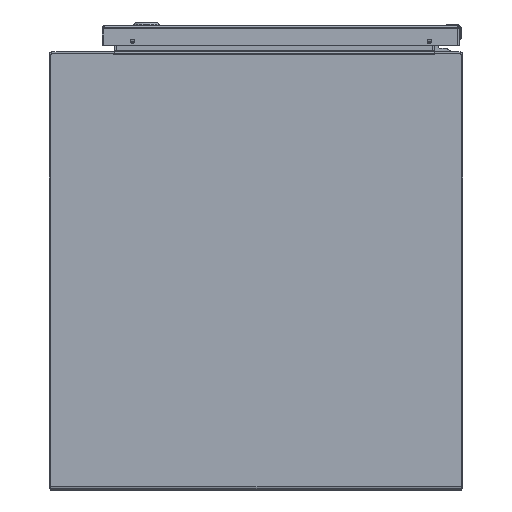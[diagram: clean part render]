
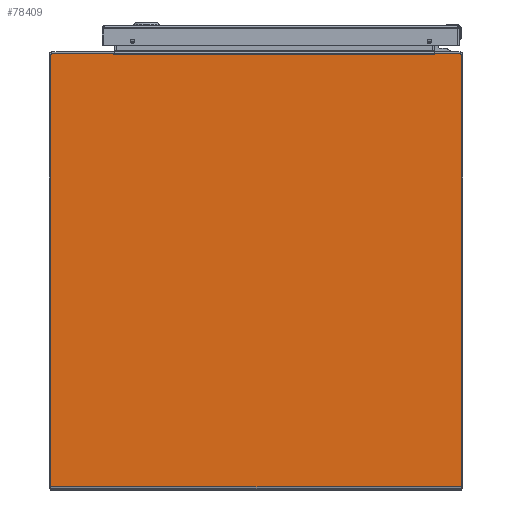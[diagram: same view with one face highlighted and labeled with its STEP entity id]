
A CAD part, left-side view. The second image highlights one B-rep face of the part: STEP entity #78409.
In plain terms, the highlighted planar face has unit normal (-1, 0, 0).
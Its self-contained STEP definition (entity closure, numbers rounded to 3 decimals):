
#232 = CARTESIAN_POINT ( 'NONE',  ( -24., -8.425, 8.963 ) ) ;
#2956 = ORIENTED_EDGE ( 'NONE', *, *, #94461, .T. ) ;
#4123 = VECTOR ( 'NONE', #100561, 39.37 ) ;
#4492 = LINE ( 'NONE', #111781, #19303 ) ;
#4954 = CARTESIAN_POINT ( 'NONE',  ( -24., 5.848, 8.963 ) ) ;
#5342 = ORIENTED_EDGE ( 'NONE', *, *, #122701, .T. ) ;
#6721 = DIRECTION ( 'NONE',  ( -1., 0., 0. ) ) ;
#6828 = FACE_OUTER_BOUND ( 'NONE', #74007, .T. ) ;
#10951 = VECTOR ( 'NONE', #72273, 39.37 ) ;
#12800 = DIRECTION ( 'NONE',  ( -1., 0., 0. ) ) ;
#13473 = VERTEX_POINT ( 'NONE', #107499 ) ;
#13536 = EDGE_CURVE ( 'NONE', #104194, #34884, #27078, .T. ) ;
#15673 = EDGE_CURVE ( 'NONE', #34884, #75504, #42791, .T. ) ;
#18004 = EDGE_CURVE ( 'NONE', #47590, #32106, #4492, .T. ) ;
#18261 = CARTESIAN_POINT ( 'NONE',  ( -24., -8.425, 8.963 ) ) ;
#19303 = VECTOR ( 'NONE', #103463, 39.37 ) ;
#20411 = LINE ( 'NONE', #95860, #65954 ) ;
#25144 = CARTESIAN_POINT ( 'NONE',  ( -24., 5.841, 8.921 ) ) ;
#27078 = LINE ( 'NONE', #232, #99620 ) ;
#27700 = DIRECTION ( 'NONE',  ( 0., 1., 0. ) ) ;
#28415 = ORIENTED_EDGE ( 'NONE', *, *, #121091, .T. ) ;
#28998 = ORIENTED_EDGE ( 'NONE', *, *, #54268, .T. ) ;
#30337 = CARTESIAN_POINT ( 'NONE',  ( -24., -8.425, -8.826 ) ) ;
#30917 = AXIS2_PLACEMENT_3D ( 'NONE', #115868, #6721, #115241 ) ;
#31042 = CARTESIAN_POINT ( 'NONE',  ( -24., -7.325, 8.92 ) ) ;
#32106 = VERTEX_POINT ( 'NONE', #85676 ) ;
#32141 = VERTEX_POINT ( 'NONE', #35868 ) ;
#32194 = LINE ( 'NONE', #25144, #4123 ) ;
#33012 = CARTESIAN_POINT ( 'NONE',  ( -24., -7.333, 8.92 ) ) ;
#33967 = CARTESIAN_POINT ( 'NONE',  ( -24., 8.425, 8.963 ) ) ;
#34233 = EDGE_CURVE ( 'NONE', #111363, #119829, #68220, .T. ) ;
#34884 = VERTEX_POINT ( 'NONE', #97954 ) ;
#35129 = ORIENTED_EDGE ( 'NONE', *, *, #15673, .T. ) ;
#35868 = CARTESIAN_POINT ( 'NONE',  ( -24., 8.425, -8.826 ) ) ;
#38655 = DIRECTION ( 'NONE',  ( 0., 0.174, -0.985 ) ) ;
#39911 = CARTESIAN_POINT ( 'NONE',  ( -24., -7.348, 8.963 ) ) ;
#41627 = ORIENTED_EDGE ( 'NONE', *, *, #120376, .T. ) ;
#42503 = ORIENTED_EDGE ( 'NONE', *, *, #13536, .T. ) ;
#42594 = LINE ( 'NONE', #33012, #91075 ) ;
#42791 = CIRCLE ( 'NONE', #120297, 0.045 ) ;
#44455 = VERTEX_POINT ( 'NONE', #110655 ) ;
#44492 = DIRECTION ( 'NONE',  ( 0., 1., 0. ) ) ;
#46511 = ORIENTED_EDGE ( 'NONE', *, *, #18004, .T. ) ;
#47590 = VERTEX_POINT ( 'NONE', #55192 ) ;
#51172 = CARTESIAN_POINT ( 'NONE',  ( -24., -8.425, 8.921 ) ) ;
#52710 = CARTESIAN_POINT ( 'NONE',  ( -24., 8.425, 8.918 ) ) ;
#54268 = EDGE_CURVE ( 'NONE', #114686, #93654, #20411, .T. ) ;
#55192 = CARTESIAN_POINT ( 'NONE',  ( -24., -8.38, 8.963 ) ) ;
#57947 = EDGE_CURVE ( 'NONE', #93654, #13473, #69071, .T. ) ;
#59916 = CARTESIAN_POINT ( 'NONE',  ( -24., -8.425, 8.963 ) ) ;
#63559 = CIRCLE ( 'NONE', #30917, 0.045 ) ;
#65954 = VECTOR ( 'NONE', #66451, 39.37 ) ;
#66451 = DIRECTION ( 'NONE',  ( 0., 1., 0. ) ) ;
#68220 = LINE ( 'NONE', #59916, #74253 ) ;
#69071 = LINE ( 'NONE', #51172, #111256 ) ;
#69286 = DIRECTION ( 'NONE',  ( 0., 1., 0. ) ) ;
#71134 = CARTESIAN_POINT ( 'NONE',  ( -24., 5.825, 8.92 ) ) ;
#71575 = CARTESIAN_POINT ( 'NONE',  ( -24., -8.425, 8.918 ) ) ;
#72273 = DIRECTION ( 'NONE',  ( 0., 0., -1. ) ) ;
#73553 = LINE ( 'NONE', #33967, #10951 ) ;
#74007 = EDGE_LOOP ( 'NONE', ( #42503, #35129, #5342, #103863, #99758, #41627, #46511, #28415, #2956, #28998, #115891, #115947 ) ) ;
#74253 = VECTOR ( 'NONE', #116144, 39.37 ) ;
#75504 = VERTEX_POINT ( 'NONE', #52710 ) ;
#78409 = ADVANCED_FACE ( 'NONE', ( #6828 ), #104528, .T. ) ;
#79232 = CARTESIAN_POINT ( 'NONE',  ( -24., 8.38, 8.918 ) ) ;
#83105 = AXIS2_PLACEMENT_3D ( 'NONE', #18261, #113480, #123684 ) ;
#85676 = CARTESIAN_POINT ( 'NONE',  ( -24., -7.348, 8.963 ) ) ;
#90077 = DIRECTION ( 'NONE',  ( 0., 0., 1. ) ) ;
#90124 = DIRECTION ( 'NONE',  ( 0., 1., 0. ) ) ;
#91075 = VECTOR ( 'NONE', #44492, 39.37 ) ;
#91557 = CARTESIAN_POINT ( 'NONE',  ( -24., -8.425, -8.826 ) ) ;
#93654 = VERTEX_POINT ( 'NONE', #71134 ) ;
#94461 = EDGE_CURVE ( 'NONE', #44455, #114686, #42594, .T. ) ;
#95860 = CARTESIAN_POINT ( 'NONE',  ( -24., -8.425, 8.921 ) ) ;
#97954 = CARTESIAN_POINT ( 'NONE',  ( -24., 8.38, 8.963 ) ) ;
#99350 = EDGE_CURVE ( 'NONE', #13473, #104194, #32194, .T. ) ;
#99620 = VECTOR ( 'NONE', #27700, 39.37 ) ;
#99758 = ORIENTED_EDGE ( 'NONE', *, *, #34233, .T. ) ;
#100561 = DIRECTION ( 'NONE',  ( 0., 0.174, 0.985 ) ) ;
#102017 = EDGE_CURVE ( 'NONE', #111363, #32141, #116601, .T. ) ;
#103463 = DIRECTION ( 'NONE',  ( 0., 1., 0. ) ) ;
#103863 = ORIENTED_EDGE ( 'NONE', *, *, #102017, .F. ) ;
#104194 = VERTEX_POINT ( 'NONE', #4954 ) ;
#104528 = PLANE ( 'NONE',  #83105 ) ;
#106514 = VECTOR ( 'NONE', #38655, 39.37 ) ;
#107499 = CARTESIAN_POINT ( 'NONE',  ( -24., 5.841, 8.921 ) ) ;
#110655 = CARTESIAN_POINT ( 'NONE',  ( -24., -7.341, 8.921 ) ) ;
#111256 = VECTOR ( 'NONE', #90124, 39.37 ) ;
#111363 = VERTEX_POINT ( 'NONE', #91557 ) ;
#111781 = CARTESIAN_POINT ( 'NONE',  ( -24., -8.425, 8.963 ) ) ;
#113480 = DIRECTION ( 'NONE',  ( -1., 0., 0. ) ) ;
#114686 = VERTEX_POINT ( 'NONE', #31042 ) ;
#115241 = DIRECTION ( 'NONE',  ( 0., 0., 1. ) ) ;
#115868 = CARTESIAN_POINT ( 'NONE',  ( -24., -8.38, 8.918 ) ) ;
#115891 = ORIENTED_EDGE ( 'NONE', *, *, #57947, .T. ) ;
#115947 = ORIENTED_EDGE ( 'NONE', *, *, #99350, .T. ) ;
#116144 = DIRECTION ( 'NONE',  ( 0., 0., 1. ) ) ;
#116601 = LINE ( 'NONE', #30337, #124545 ) ;
#117191 = LINE ( 'NONE', #39911, #106514 ) ;
#119829 = VERTEX_POINT ( 'NONE', #71575 ) ;
#120297 = AXIS2_PLACEMENT_3D ( 'NONE', #79232, #12800, #90077 ) ;
#120376 = EDGE_CURVE ( 'NONE', #119829, #47590, #63559, .T. ) ;
#121091 = EDGE_CURVE ( 'NONE', #32106, #44455, #117191, .T. ) ;
#122701 = EDGE_CURVE ( 'NONE', #75504, #32141, #73553, .T. ) ;
#123684 = DIRECTION ( 'NONE',  ( 0., 0., 1. ) ) ;
#124545 = VECTOR ( 'NONE', #69286, 39.37 ) ;
